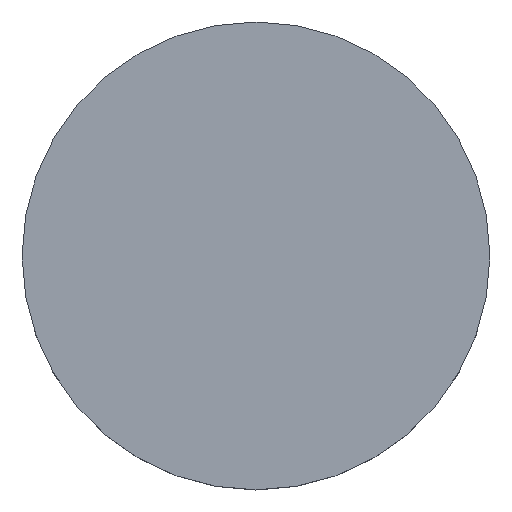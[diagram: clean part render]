
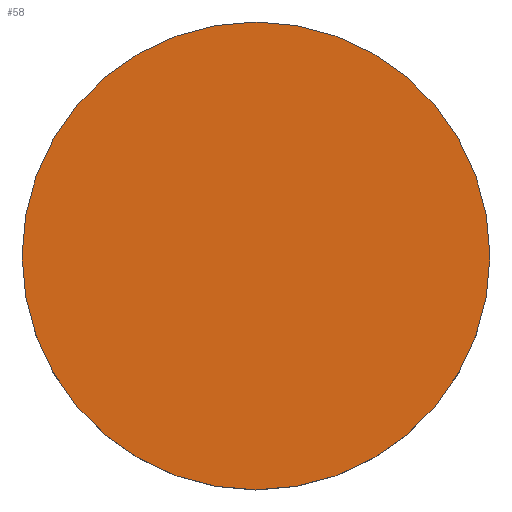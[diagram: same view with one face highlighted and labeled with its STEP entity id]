
A CAD part, top view. The second image highlights one B-rep face of the part: STEP entity #58.
In plain terms, the highlighted planar face has unit normal (0, 0, 1).
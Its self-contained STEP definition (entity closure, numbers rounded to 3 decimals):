
#17 = DIRECTION ( 'NONE',  ( 0., 0., -1. ) ) ;
#18 = DIRECTION ( 'NONE',  ( 1., 0., 0. ) ) ;
#26 = VERTEX_POINT ( 'NONE', #41 ) ;
#30 = EDGE_CURVE ( 'NONE', #210, #26, #159, .T. ) ;
#40 = AXIS2_PLACEMENT_3D ( 'NONE', #225, #52, #173 ) ;
#41 = CARTESIAN_POINT ( 'NONE',  ( -6.35, 0., 4. ) ) ;
#44 = CIRCLE ( 'NONE', #40, 6.35 ) ;
#52 = DIRECTION ( 'NONE',  ( 0., 0., -1. ) ) ;
#58 = ADVANCED_FACE ( 'NONE', ( #124 ), #201, .T. ) ;
#93 = EDGE_LOOP ( 'NONE', ( #143, #218 ) ) ;
#105 = CARTESIAN_POINT ( 'NONE',  ( 6.35, 0., 4. ) ) ;
#124 = FACE_OUTER_BOUND ( 'NONE', #93, .T. ) ;
#134 = CARTESIAN_POINT ( 'NONE',  ( 0., 0., 4. ) ) ;
#135 = DIRECTION ( 'NONE',  ( 0., 0., 1. ) ) ;
#143 = ORIENTED_EDGE ( 'NONE', *, *, #30, .F. ) ;
#152 = DIRECTION ( 'NONE',  ( 1., 0., 0. ) ) ;
#159 = CIRCLE ( 'NONE', #177, 6.35 ) ;
#173 = DIRECTION ( 'NONE',  ( 1., 0., 0. ) ) ;
#177 = AXIS2_PLACEMENT_3D ( 'NONE', #134, #17, #152 ) ;
#182 = CARTESIAN_POINT ( 'NONE',  ( 0., 13.158, 4. ) ) ;
#198 = AXIS2_PLACEMENT_3D ( 'NONE', #182, #135, #18 ) ;
#201 = PLANE ( 'NONE',  #198 ) ;
#210 = VERTEX_POINT ( 'NONE', #105 ) ;
#218 = ORIENTED_EDGE ( 'NONE', *, *, #222, .F. ) ;
#222 = EDGE_CURVE ( 'NONE', #26, #210, #44, .T. ) ;
#225 = CARTESIAN_POINT ( 'NONE',  ( 0., 0., 4. ) ) ;
